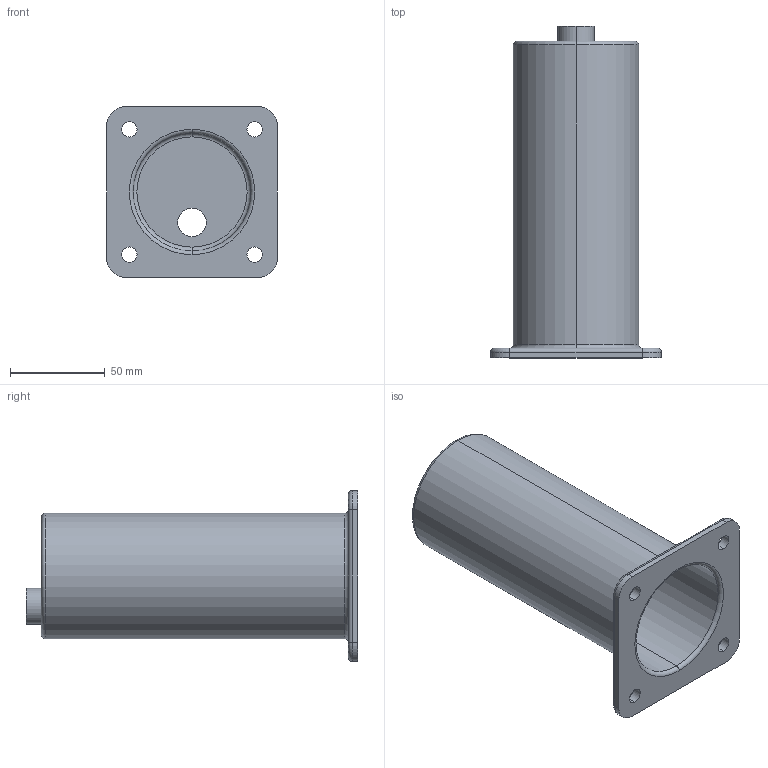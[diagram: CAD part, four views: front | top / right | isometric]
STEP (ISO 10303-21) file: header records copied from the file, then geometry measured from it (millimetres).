
FILE_DESCRIPTION (( 'STEP AP214' ), '1' );
FILE_NAME ('Boiler Top.STEP', '2020-03-31T23:53:52', ( '' ), ( '' ), 'SwSTEP 2.0', 'SolidWorks 2017', '' );
FILE_SCHEMA (( 'AUTOMOTIVE_DESIGN' ));
Length unit declared in the file: millimetre
Products named in the file (1): Boiler Top
Bounding box: 90 x 175 x 90 mm (x, y, z)
Volume: 95448.6 mm3; surface area: 83302.3 mm2
Topology: 1 solids, 1 shells, 45 faces, 104 edges, 64 vertices
Faces by surface type: cylinder 24, torus 12, plane 9
Entity records: 1352 total; most frequent: DIRECTION 264, CARTESIAN_POINT 214, ORIENTED_EDGE 208, AXIS2_PLACEMENT_3D 114, EDGE_CURVE 104, CIRCLE 68, VERTEX_POINT 64, EDGE_LOOP 58
